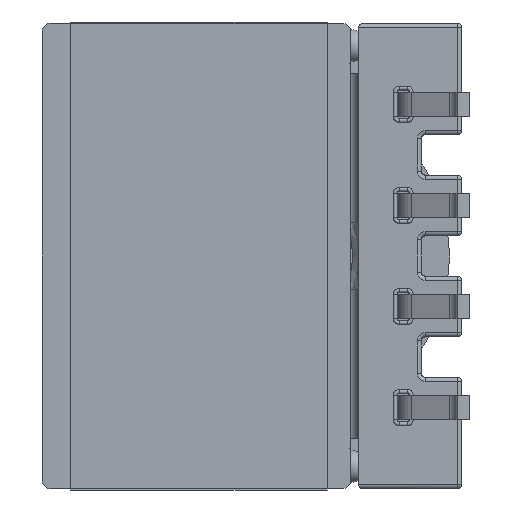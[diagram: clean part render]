
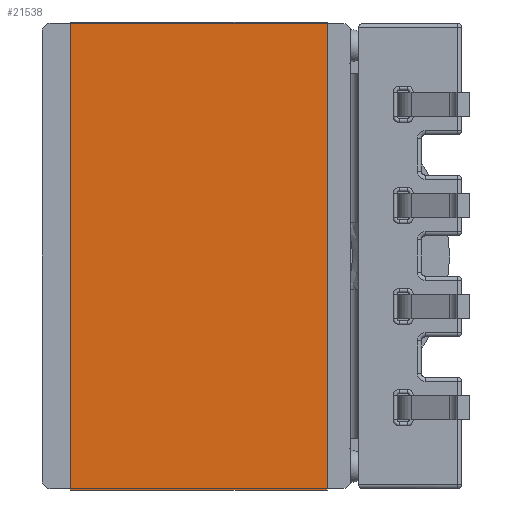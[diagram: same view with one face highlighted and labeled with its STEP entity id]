
A CAD part, left-side view. The second image highlights one B-rep face of the part: STEP entity #21538.
In plain terms, the highlighted face is planar.
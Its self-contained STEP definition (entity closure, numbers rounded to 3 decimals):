
#252 = DIRECTION ( 'NONE',  ( 1., 0., 0. ) ) ;
#731 = LINE ( 'NONE', #6892, #13931 ) ;
#1091 = DIRECTION ( 'NONE',  ( 1., 0., 0. ) ) ;
#3348 = DIRECTION ( 'NONE',  ( 0., -1., 0. ) ) ;
#4210 = PLANE ( 'NONE',  #8080 ) ;
#4997 = CARTESIAN_POINT ( 'NONE',  ( -5.785, 3.175, 5.135 ) ) ;
#5560 = CARTESIAN_POINT ( 'NONE',  ( 5.785, -3.175, 5.135 ) ) ;
#6170 = LINE ( 'NONE', #20687, #10143 ) ;
#6892 = CARTESIAN_POINT ( 'NONE',  ( -5.785, 3.175, 5.135 ) ) ;
#7312 = ORIENTED_EDGE ( 'NONE', *, *, #24563, .T. ) ;
#7788 = CARTESIAN_POINT ( 'NONE',  ( 5.785, 3.175, 5.135 ) ) ;
#8080 = AXIS2_PLACEMENT_3D ( 'NONE', #23497, #10591, #24962 ) ;
#9376 = ORIENTED_EDGE ( 'NONE', *, *, #36286, .F. ) ;
#10143 = VECTOR ( 'NONE', #3348, 1000. ) ;
#10591 = DIRECTION ( 'NONE',  ( 0., 0., -1. ) ) ;
#11699 = VERTEX_POINT ( 'NONE', #20027 ) ;
#12271 = LINE ( 'NONE', #18130, #27626 ) ;
#12494 = FACE_OUTER_BOUND ( 'NONE', #36062, .T. ) ;
#12919 = VERTEX_POINT ( 'NONE', #19213 ) ;
#13067 = EDGE_CURVE ( 'NONE', #34087, #12919, #731, .T. ) ;
#13931 = VECTOR ( 'NONE', #1091, 1000. ) ;
#18130 = CARTESIAN_POINT ( 'NONE',  ( -5.785, -3.175, 5.135 ) ) ;
#19213 = CARTESIAN_POINT ( 'NONE',  ( 5.785, 3.175, 5.135 ) ) ;
#20027 = CARTESIAN_POINT ( 'NONE',  ( -5.785, -3.175, 5.135 ) ) ;
#20687 = CARTESIAN_POINT ( 'NONE',  ( -5.785, 3.175, 5.135 ) ) ;
#21538 = ADVANCED_FACE ( 'NONE', ( #12494 ), #4210, .F. ) ;
#22734 = VECTOR ( 'NONE', #36375, 1000. ) ;
#23497 = CARTESIAN_POINT ( 'NONE',  ( -5.785, 3.175, 5.135 ) ) ;
#24149 = EDGE_CURVE ( 'NONE', #11699, #31238, #12271, .T. ) ;
#24563 = EDGE_CURVE ( 'NONE', #34087, #11699, #6170, .T. ) ;
#24962 = DIRECTION ( 'NONE',  ( 0., -1., 0. ) ) ;
#27626 = VECTOR ( 'NONE', #252, 1000. ) ;
#28784 = ORIENTED_EDGE ( 'NONE', *, *, #13067, .F. ) ;
#31238 = VERTEX_POINT ( 'NONE', #5560 ) ;
#33726 = LINE ( 'NONE', #7788, #22734 ) ;
#34087 = VERTEX_POINT ( 'NONE', #4997 ) ;
#35446 = ORIENTED_EDGE ( 'NONE', *, *, #24149, .T. ) ;
#36062 = EDGE_LOOP ( 'NONE', ( #35446, #9376, #28784, #7312 ) ) ;
#36286 = EDGE_CURVE ( 'NONE', #12919, #31238, #33726, .T. ) ;
#36375 = DIRECTION ( 'NONE',  ( 0., -1., 0. ) ) ;
